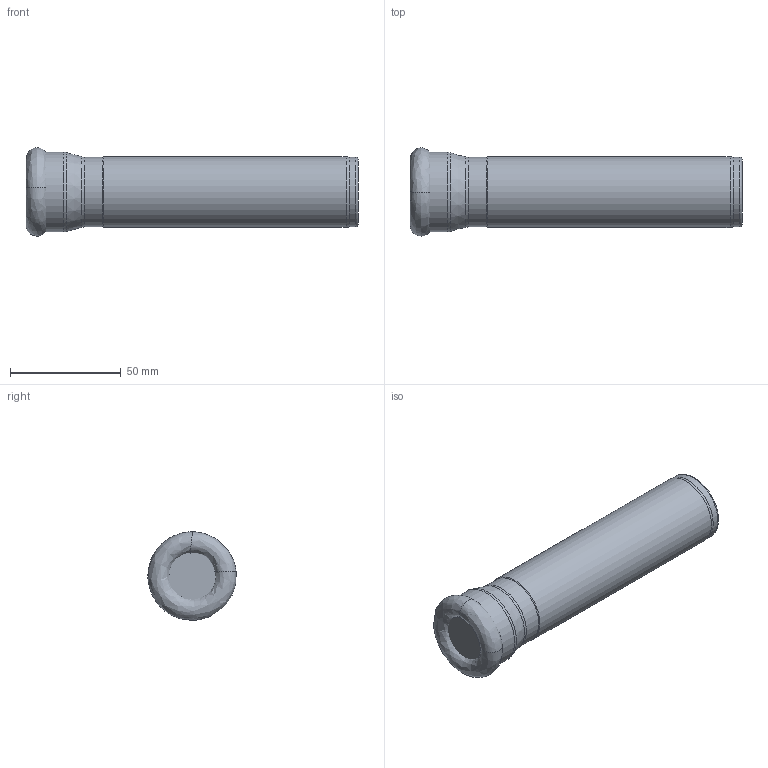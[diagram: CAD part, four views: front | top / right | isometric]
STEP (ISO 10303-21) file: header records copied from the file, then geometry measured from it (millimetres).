
FILE_DESCRIPTION(/* description */ (''),/* implementation_level */ '2;1');
FILE_NAME(/* name */ 'model1.stp',/* time_stamp */ '2023-11-07T09:32:42+03:00',/* author */ (''),/* organization */ (''),/* preprocessor_version */ 'ST-DEVELOPER v19.4',/* originating_system */ 'SIEMENS PLM Software NX2306.3001',/* authorisation */ '');
FILE_SCHEMA (('AUTOMOTIVE_DESIGN { 1 0 10303 214 3 1 1 1 }'));
Length unit declared in the file: millimetre
Products named in the file (1): model1_objects
Bounding box: 150 x 39.89 x 39.95 mm (x, y, z)
Volume: 130480.1 mm3; surface area: 19995.4 mm2
Topology: 2 solids, 2 shells, 15 faces, 28 edges, 15 vertices
Faces by surface type: cylinder 4, torus 3, cone 3, bspline 2, plane 2, revolution 1
Full cylindrical faces by diameter (mm): 31.5 x2, 32 x1, 36 x1
Entity records: 560 total; most frequent: CARTESIAN_POINT 185, DIRECTION 55, EDGE_LOOP 28, ORIENTED_EDGE 28, AXIS2_PLACEMENT_3D 27, FACE_BOUND 26, PRESENTATION_STYLE_ASSIGNMENT 15, SURFACE_STYLE_USAGE 15
